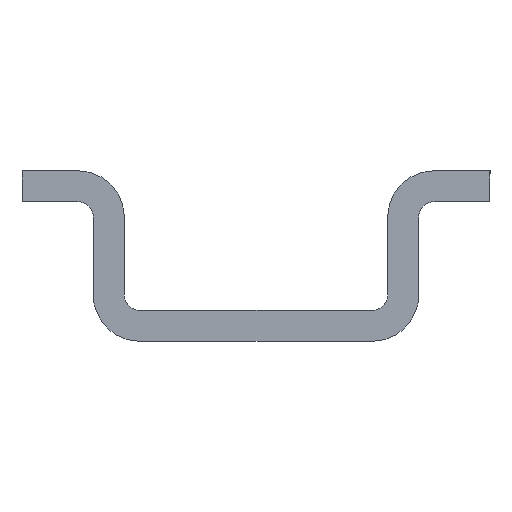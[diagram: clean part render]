
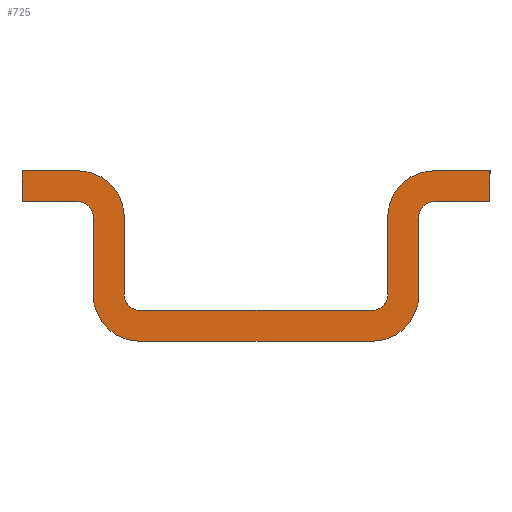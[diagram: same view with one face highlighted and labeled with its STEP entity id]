
A CAD part, left-side view. The second image highlights one B-rep face of the part: STEP entity #725.
In plain terms, the highlighted planar face has unit normal (-1, 0, 0).
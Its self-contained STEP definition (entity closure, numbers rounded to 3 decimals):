
#39=FACE_OUTER_BOUND('',#77,.T.);
#77=EDGE_LOOP('',(#487,#488,#489,#490,#491,#492,#493,#494,#495,#496,#497,
#498,#499,#500,#501,#502,#503,#504,#505,#506));
#123=CIRCLE('',#784,1.5);
#124=CIRCLE('',#785,0.5);
#125=CIRCLE('',#786,0.5);
#126=CIRCLE('',#787,1.5);
#127=CIRCLE('',#788,0.5);
#128=CIRCLE('',#789,1.5);
#129=CIRCLE('',#790,1.5);
#130=CIRCLE('',#791,0.5);
#155=LINE('',#1075,#231);
#156=LINE('',#1077,#232);
#157=LINE('',#1081,#233);
#158=LINE('',#1085,#234);
#159=LINE('',#1089,#235);
#160=LINE('',#1093,#236);
#161=LINE('',#1095,#237);
#162=LINE('',#1097,#238);
#163=LINE('',#1101,#239);
#164=LINE('',#1105,#240);
#165=LINE('',#1109,#241);
#166=LINE('',#1112,#242);
#231=VECTOR('',#857,10.);
#232=VECTOR('',#858,10.);
#233=VECTOR('',#861,10.);
#234=VECTOR('',#864,10.);
#235=VECTOR('',#867,10.);
#236=VECTOR('',#870,10.);
#237=VECTOR('',#871,10.);
#238=VECTOR('',#872,10.);
#239=VECTOR('',#875,10.);
#240=VECTOR('',#878,10.);
#241=VECTOR('',#881,10.);
#242=VECTOR('',#884,10.);
#307=VERTEX_POINT('',#1073);
#308=VERTEX_POINT('',#1074);
#309=VERTEX_POINT('',#1076);
#310=VERTEX_POINT('',#1078);
#311=VERTEX_POINT('',#1080);
#312=VERTEX_POINT('',#1082);
#313=VERTEX_POINT('',#1084);
#314=VERTEX_POINT('',#1086);
#315=VERTEX_POINT('',#1088);
#316=VERTEX_POINT('',#1090);
#317=VERTEX_POINT('',#1092);
#318=VERTEX_POINT('',#1094);
#319=VERTEX_POINT('',#1096);
#320=VERTEX_POINT('',#1098);
#321=VERTEX_POINT('',#1100);
#322=VERTEX_POINT('',#1102);
#323=VERTEX_POINT('',#1104);
#324=VERTEX_POINT('',#1106);
#325=VERTEX_POINT('',#1108);
#326=VERTEX_POINT('',#1110);
#379=EDGE_CURVE('',#307,#308,#155,.T.);
#380=EDGE_CURVE('',#309,#307,#156,.T.);
#381=EDGE_CURVE('',#310,#309,#123,.T.);
#382=EDGE_CURVE('',#311,#310,#157,.T.);
#383=EDGE_CURVE('',#312,#311,#124,.T.);
#384=EDGE_CURVE('',#313,#312,#158,.T.);
#385=EDGE_CURVE('',#314,#313,#125,.T.);
#386=EDGE_CURVE('',#315,#314,#159,.T.);
#387=EDGE_CURVE('',#316,#315,#126,.T.);
#388=EDGE_CURVE('',#317,#316,#160,.T.);
#389=EDGE_CURVE('',#318,#317,#161,.T.);
#390=EDGE_CURVE('',#319,#318,#162,.T.);
#391=EDGE_CURVE('',#320,#319,#127,.T.);
#392=EDGE_CURVE('',#321,#320,#163,.T.);
#393=EDGE_CURVE('',#322,#321,#128,.T.);
#394=EDGE_CURVE('',#323,#322,#164,.T.);
#395=EDGE_CURVE('',#324,#323,#129,.T.);
#396=EDGE_CURVE('',#325,#324,#165,.T.);
#397=EDGE_CURVE('',#326,#325,#130,.T.);
#398=EDGE_CURVE('',#308,#326,#166,.T.);
#487=ORIENTED_EDGE('',*,*,#379,.F.);
#488=ORIENTED_EDGE('',*,*,#380,.F.);
#489=ORIENTED_EDGE('',*,*,#381,.F.);
#490=ORIENTED_EDGE('',*,*,#382,.F.);
#491=ORIENTED_EDGE('',*,*,#383,.F.);
#492=ORIENTED_EDGE('',*,*,#384,.F.);
#493=ORIENTED_EDGE('',*,*,#385,.F.);
#494=ORIENTED_EDGE('',*,*,#386,.F.);
#495=ORIENTED_EDGE('',*,*,#387,.F.);
#496=ORIENTED_EDGE('',*,*,#388,.F.);
#497=ORIENTED_EDGE('',*,*,#389,.F.);
#498=ORIENTED_EDGE('',*,*,#390,.F.);
#499=ORIENTED_EDGE('',*,*,#391,.F.);
#500=ORIENTED_EDGE('',*,*,#392,.F.);
#501=ORIENTED_EDGE('',*,*,#393,.F.);
#502=ORIENTED_EDGE('',*,*,#394,.F.);
#503=ORIENTED_EDGE('',*,*,#395,.F.);
#504=ORIENTED_EDGE('',*,*,#396,.F.);
#505=ORIENTED_EDGE('',*,*,#397,.F.);
#506=ORIENTED_EDGE('',*,*,#398,.F.);
#703=PLANE('',#783);
#725=ADVANCED_FACE('',(#39),#703,.F.);
#783=AXIS2_PLACEMENT_3D('',#1072,#855,#856);
#784=AXIS2_PLACEMENT_3D('',#1079,#859,#860);
#785=AXIS2_PLACEMENT_3D('',#1083,#862,#863);
#786=AXIS2_PLACEMENT_3D('',#1087,#865,#866);
#787=AXIS2_PLACEMENT_3D('',#1091,#868,#869);
#788=AXIS2_PLACEMENT_3D('',#1099,#873,#874);
#789=AXIS2_PLACEMENT_3D('',#1103,#876,#877);
#790=AXIS2_PLACEMENT_3D('',#1107,#879,#880);
#791=AXIS2_PLACEMENT_3D('',#1111,#882,#883);
#855=DIRECTION('center_axis',(1.,0.,0.));
#856=DIRECTION('ref_axis',(0.,-1.,0.));
#857=DIRECTION('',(0.,0.,-1.));
#858=DIRECTION('',(0.,-1.,0.));
#859=DIRECTION('center_axis',(1.,0.,0.));
#860=DIRECTION('ref_axis',(0.,1.,0.));
#861=DIRECTION('',(0.,0.,1.));
#862=DIRECTION('center_axis',(-1.,0.,0.));
#863=DIRECTION('ref_axis',(0.,1.,0.));
#864=DIRECTION('',(0.,-1.,0.));
#865=DIRECTION('center_axis',(-1.,0.,0.));
#866=DIRECTION('ref_axis',(0.,0.,1.));
#867=DIRECTION('',(0.,0.,-1.));
#868=DIRECTION('center_axis',(1.,0.,0.));
#869=DIRECTION('ref_axis',(0.,0.,1.));
#870=DIRECTION('',(0.,-1.,0.));
#871=DIRECTION('',(0.,0.,1.));
#872=DIRECTION('',(0.,1.,0.));
#873=DIRECTION('center_axis',(-1.,0.,0.));
#874=DIRECTION('ref_axis',(0.,0.,-1.));
#875=DIRECTION('',(0.,0.,1.));
#876=DIRECTION('center_axis',(1.,0.,0.));
#877=DIRECTION('ref_axis',(0.,0.,-1.));
#878=DIRECTION('',(0.,1.,0.));
#879=DIRECTION('center_axis',(1.,0.,0.));
#880=DIRECTION('ref_axis',(0.,-1.,0.));
#881=DIRECTION('',(0.,0.,-1.));
#882=DIRECTION('center_axis',(-1.,0.,0.));
#883=DIRECTION('ref_axis',(0.,-1.,0.));
#884=DIRECTION('',(0.,1.,0.));
#1072=CARTESIAN_POINT('Origin',(456.,109.357,5.5));
#1073=CARTESIAN_POINT('',(456.,-7.55,5.5));
#1074=CARTESIAN_POINT('',(456.,-7.55,4.5));
#1075=CARTESIAN_POINT('',(456.,-7.55,5.));
#1076=CARTESIAN_POINT('',(456.,-5.75,5.5));
#1077=CARTESIAN_POINT('',(456.,50.904,5.5));
#1078=CARTESIAN_POINT('',(456.,-4.25,4.));
#1079=CARTESIAN_POINT('Origin',(456.,-5.75,4.));
#1080=CARTESIAN_POINT('',(456.,-4.25,1.5));
#1081=CARTESIAN_POINT('',(456.,-4.25,4.75));
#1082=CARTESIAN_POINT('',(456.,-3.75,1.));
#1083=CARTESIAN_POINT('Origin',(456.,-3.75,1.5));
#1084=CARTESIAN_POINT('',(456.,3.75,1.));
#1085=CARTESIAN_POINT('',(456.,52.804,1.));
#1086=CARTESIAN_POINT('',(456.,4.25,1.5));
#1087=CARTESIAN_POINT('Origin',(456.,3.75,1.5));
#1088=CARTESIAN_POINT('',(456.,4.25,4.));
#1089=CARTESIAN_POINT('',(456.,4.25,3.5));
#1090=CARTESIAN_POINT('',(456.,5.75,5.5));
#1091=CARTESIAN_POINT('Origin',(456.,5.75,4.));
#1092=CARTESIAN_POINT('',(456.,7.55,5.5));
#1093=CARTESIAN_POINT('',(456.,57.554,5.5));
#1094=CARTESIAN_POINT('',(456.,7.55,4.5));
#1095=CARTESIAN_POINT('',(456.,7.55,5.5));
#1096=CARTESIAN_POINT('',(456.,5.75,4.5));
#1097=CARTESIAN_POINT('',(456.,58.454,4.5));
#1098=CARTESIAN_POINT('',(456.,5.25,4.));
#1099=CARTESIAN_POINT('Origin',(456.,5.75,4.));
#1100=CARTESIAN_POINT('',(456.,5.25,1.5));
#1101=CARTESIAN_POINT('',(456.,5.25,4.75));
#1102=CARTESIAN_POINT('',(456.,3.75,0.));
#1103=CARTESIAN_POINT('Origin',(456.,3.75,1.5));
#1104=CARTESIAN_POINT('',(456.,-3.75,0.));
#1105=CARTESIAN_POINT('',(456.,56.554,0.));
#1106=CARTESIAN_POINT('',(456.,-5.25,1.5));
#1107=CARTESIAN_POINT('Origin',(456.,-3.75,1.5));
#1108=CARTESIAN_POINT('',(456.,-5.25,4.));
#1109=CARTESIAN_POINT('',(456.,-5.25,3.5));
#1110=CARTESIAN_POINT('',(456.,-5.75,4.5));
#1111=CARTESIAN_POINT('Origin',(456.,-5.75,4.));
#1112=CARTESIAN_POINT('',(456.,51.804,4.5));
